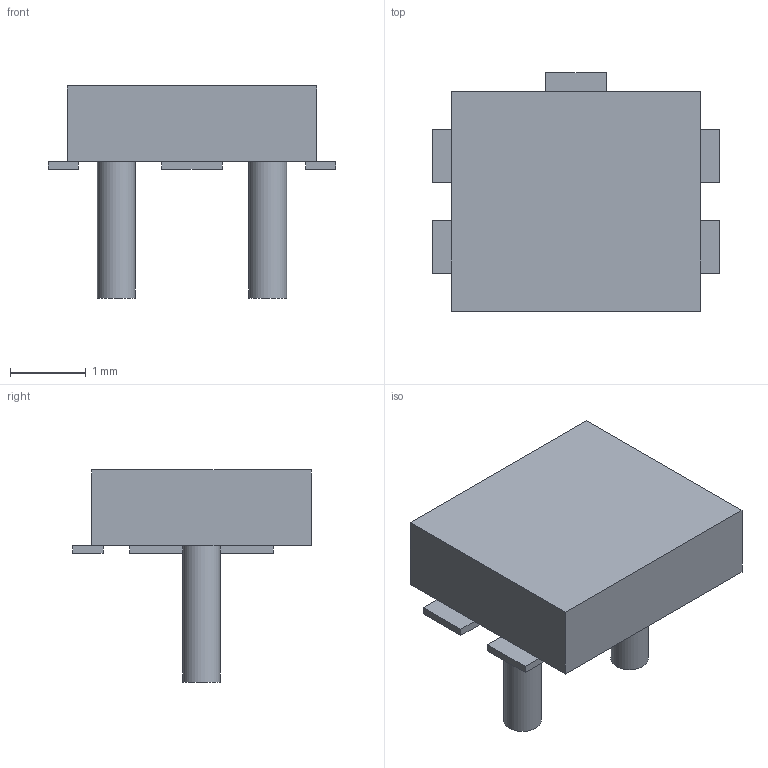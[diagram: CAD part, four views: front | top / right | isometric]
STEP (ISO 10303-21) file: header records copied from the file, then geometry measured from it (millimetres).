
FILE_DESCRIPTION(('FreeCAD Model'),'2;1');
FILE_NAME('15883691.1.2.stp','2022-02-22T01:00:39',( 'Author'),(''),'Open CASCADE STEP processor 6.9','FreeCAD','Unknown' );
FILE_SCHEMA(('AUTOMOTIVE_DESIGN { 1 0 10303 214 1 1 1 1 }'));
Length unit declared in the file: millimetre
Products named in the file (4): ASSEMBLY; Body; Pins; Lugs
Assembly tree (3 placements, depth 2):
  ASSEMBLY
    Body
    Pins
    Lugs
Bounding box: 3.8 x 3.15 x 2.8 mm (x, y, z)
Volume: 10.4 mm3; surface area: 42 mm2
Topology: 8 solids, 8 shells, 42 faces, 78 edges, 52 vertices
Faces by surface type: plane 40, cylinder 2
Full cylindrical faces by diameter (mm): 0.5 x2
Entity records: 2167 total; most frequent: CARTESIAN_POINT 332, DIRECTION 330, LINE 226, VECTOR 226, ORIENTED_EDGE 156, PCURVE 156, DEFINITIONAL_REPRESENTATION 156, EDGE_CURVE 78
